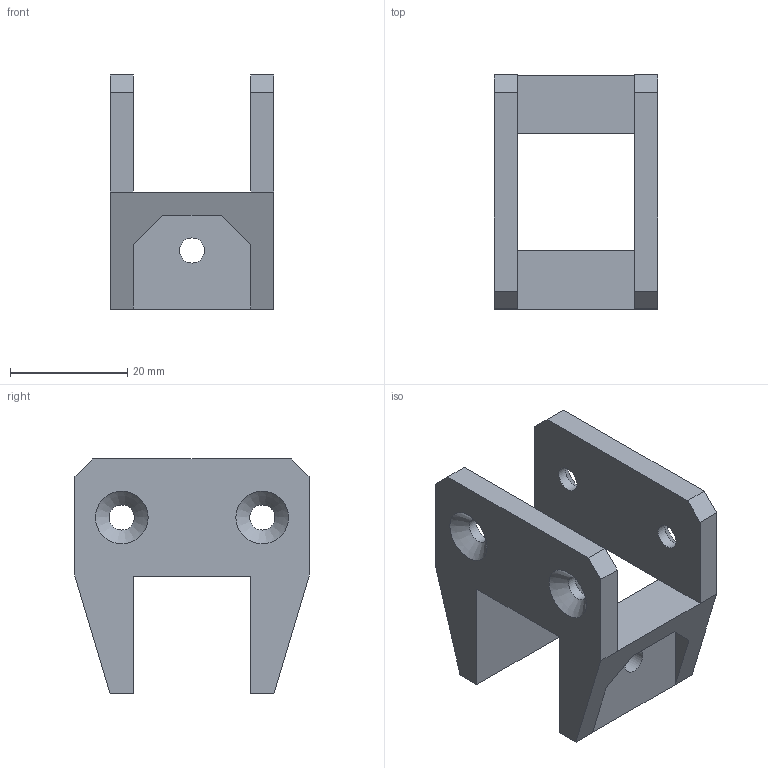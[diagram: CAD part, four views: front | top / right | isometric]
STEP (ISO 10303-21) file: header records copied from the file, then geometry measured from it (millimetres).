
FILE_DESCRIPTION(/* description */ ('CAx-IF Rec.Pracs.---Representation and Presentation of Product Manufacturing Information (PMI)---4.0---2014-10-13','CAx-IF Rec.Pracs.---3D Tessellated Geometry---0.4---2014-09-14','2;1'),/* implementation_level */ '2;1');
FILE_NAME(/* name */ 'V06-03-03-01-04 - 2020 to 2020 mount',/* time_stamp */ '2022-03-26T00:01:00+03:00',/* author */ (''),/* organization */ (''),/* preprocessor_version */ 'ST-DEVELOPER v16.7',/* originating_system */ 'SIEMENS PLM Software NX 1911',/* authorisation */ $);
FILE_SCHEMA (('AP242_MANAGED_MODEL_BASED_3D_ENGINEERING_MIM_LF { 1 0 10303 442 1 1 4 }'));
Length unit declared in the file: millimetre
Products named in the file (1): V06-03-03-01-04 - 2020 to 2020 mount
Bounding box: 28 x 40 x 40 mm (x, y, z)
Volume: 12294.9 mm3; surface area: 7770.7 mm2
Topology: 1 solids, 1 shells, 46 faces, 122 edges, 76 vertices
Faces by surface type: plane 36, cylinder 6, cone 4
Full cylindrical faces by diameter (mm): 4.3 x6
Entity records: 1444 total; most frequent: CARTESIAN_POINT 245, ORIENTED_EDGE 244, DIRECTION 232, EDGE_CURVE 122, LINE 106, VECTOR 106, VERTEX_POINT 76, AXIS2_PLACEMENT_3D 63
